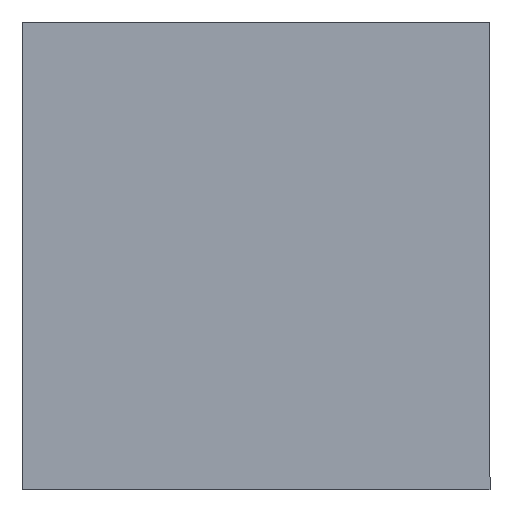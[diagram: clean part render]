
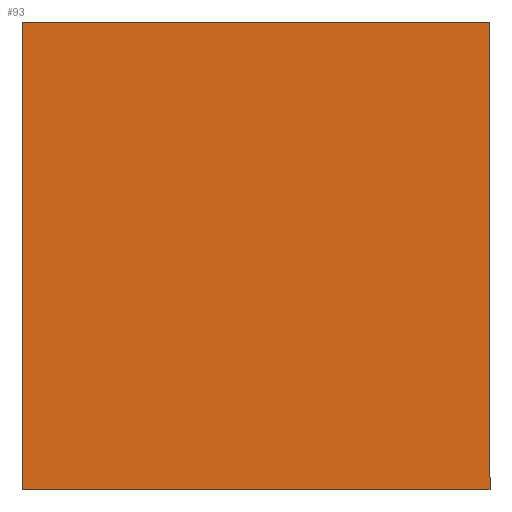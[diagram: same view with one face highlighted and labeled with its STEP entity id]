
A CAD part, front view. The second image highlights one B-rep face of the part: STEP entity #93.
In plain terms, the highlighted planar face has unit normal (0, -1, 0).
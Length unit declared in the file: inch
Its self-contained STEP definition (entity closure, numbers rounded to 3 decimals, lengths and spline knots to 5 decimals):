
#51 = CARTESIAN_POINT ( 'NONE',  ( -0.125, -0.03125, 0.125 ) ) ;
#52 = LINE ( 'NONE', #51, #53 ) ;
#53 = VECTOR ( 'NONE', #54, 39.37008 ) ;
#54 = DIRECTION ( 'NONE',  ( 1., 0., 0. ) ) ;
#56 = DIRECTION ( 'NONE',  ( 0., 0., 1. ) ) ;
#57 = VECTOR ( 'NONE', #56, 39.37008 ) ;
#58 = CARTESIAN_POINT ( 'NONE',  ( -0.125, -0.03125, -0.125 ) ) ;
#59 = LINE ( 'NONE', #58, #57 ) ;
#64 = EDGE_CURVE ( 'NONE', #118, #65, #52, .T. ) ;
#65 = VERTEX_POINT ( 'NONE', #152 ) ;
#77 = EDGE_CURVE ( 'NONE', #101, #115, #135, .T. ) ;
#93 = ADVANCED_FACE ( 'NONE', ( #168 ), #167, .F. ) ;
#94 = EDGE_LOOP ( 'NONE', ( #95, #96, #97, #98 ) ) ;
#95 = ORIENTED_EDGE ( 'NONE', *, *, #114, .F. ) ;
#96 = ORIENTED_EDGE ( 'NONE', *, *, #77, .F. ) ;
#97 = ORIENTED_EDGE ( 'NONE', *, *, #100, .F. ) ;
#98 = ORIENTED_EDGE ( 'NONE', *, *, #64, .F. ) ;
#100 = EDGE_CURVE ( 'NONE', #65, #101, #165, .T. ) ;
#101 = VERTEX_POINT ( 'NONE', #161 ) ;
#114 = EDGE_CURVE ( 'NONE', #115, #118, #59, .T. ) ;
#115 = VERTEX_POINT ( 'NONE', #183 ) ;
#118 = VERTEX_POINT ( 'NONE', #182 ) ;
#135 = LINE ( 'NONE', #150, #149 ) ;
#148 = DIRECTION ( 'NONE',  ( -1., 0., 0. ) ) ;
#149 = VECTOR ( 'NONE', #148, 39.37008 ) ;
#150 = CARTESIAN_POINT ( 'NONE',  ( -0.125, -0.03125, -0.125 ) ) ;
#152 = CARTESIAN_POINT ( 'NONE',  ( 0.125, -0.03125, 0.125 ) ) ;
#161 = CARTESIAN_POINT ( 'NONE',  ( 0.125, -0.03125, -0.125 ) ) ;
#162 = DIRECTION ( 'NONE',  ( 0., 0., -1. ) ) ;
#163 = VECTOR ( 'NONE', #162, 39.37008 ) ;
#164 = CARTESIAN_POINT ( 'NONE',  ( 0.125, -0.03125, -0.125 ) ) ;
#165 = LINE ( 'NONE', #164, #163 ) ;
#167 = PLANE ( 'NONE',  #176 ) ;
#168 = FACE_OUTER_BOUND ( 'NONE', #94, .T. ) ;
#173 = DIRECTION ( 'NONE',  ( 0., 0., 1. ) ) ;
#174 = DIRECTION ( 'NONE',  ( 0., 1., 0. ) ) ;
#175 = CARTESIAN_POINT ( 'NONE',  ( -0.125, -0.03125, 0.125 ) ) ;
#176 = AXIS2_PLACEMENT_3D ( 'NONE', #175, #174, #173 ) ;
#182 = CARTESIAN_POINT ( 'NONE',  ( -0.125, -0.03125, 0.125 ) ) ;
#183 = CARTESIAN_POINT ( 'NONE',  ( -0.125, -0.03125, -0.125 ) ) ;
